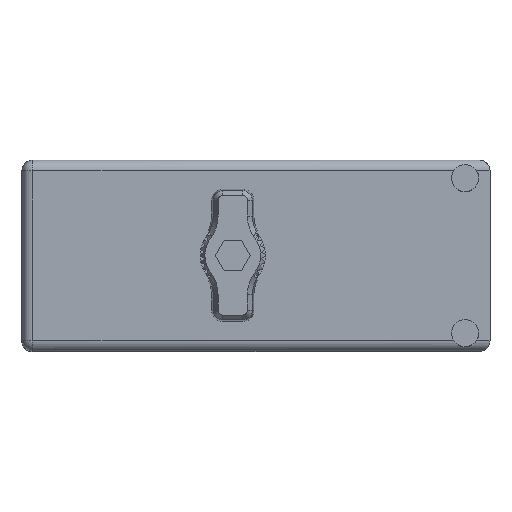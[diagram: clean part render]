
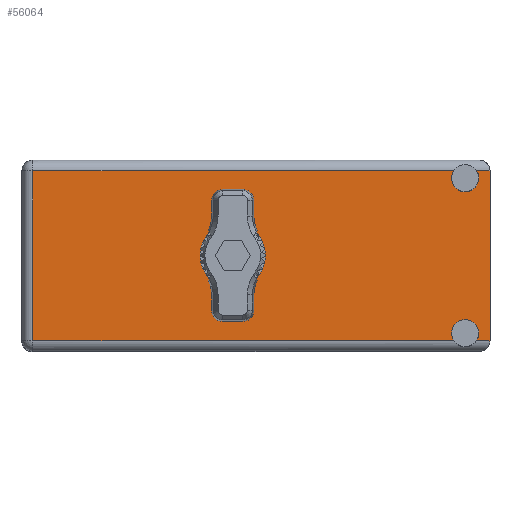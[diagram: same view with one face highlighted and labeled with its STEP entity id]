
A CAD part, top view. The second image highlights one B-rep face of the part: STEP entity #56064.
In plain terms, the highlighted face is planar.
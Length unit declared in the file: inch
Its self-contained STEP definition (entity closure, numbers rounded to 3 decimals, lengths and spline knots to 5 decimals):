
#586 = VERTEX_POINT ( 'NONE', #58513 ) ;
#951 = EDGE_CURVE ( 'NONE', #12493, #53957, #80971, .T. ) ;
#2835 = LINE ( 'NONE', #71277, #18016 ) ;
#3245 = EDGE_LOOP ( 'NONE', ( #45707, #56568 ) ) ;
#3624 = CARTESIAN_POINT ( 'NONE',  ( 1.359, 1.775, -0.617 ) ) ;
#3786 = CARTESIAN_POINT ( 'NONE',  ( 2.858, 1.775, -0.117 ) ) ;
#4358 = ORIENTED_EDGE ( 'NONE', *, *, #37376, .F. ) ;
#4420 = ORIENTED_EDGE ( 'NONE', *, *, #38123, .T. ) ;
#4467 = CARTESIAN_POINT ( 'NONE',  ( 3.018, 1.775, -1.164 ) ) ;
#4535 = AXIS2_PLACEMENT_3D ( 'NONE', #12599, #39442, #58331 ) ;
#4849 = VERTEX_POINT ( 'NONE', #22450 ) ;
#7805 = VERTEX_POINT ( 'NONE', #31236 ) ;
#8407 = FACE_BOUND ( 'NONE', #3245, .T. ) ;
#9459 = FACE_OUTER_BOUND ( 'NONE', #61522, .T. ) ;
#9720 = AXIS2_PLACEMENT_3D ( 'NONE', #33227, #27284, #65940 ) ;
#11119 = ORIENTED_EDGE ( 'NONE', *, *, #83495, .F. ) ;
#11269 = CARTESIAN_POINT ( 'NONE',  ( 0., 1.775, -1.164 ) ) ;
#12410 = VERTEX_POINT ( 'NONE', #28981 ) ;
#12493 = VERTEX_POINT ( 'NONE', #36609 ) ;
#12599 = CARTESIAN_POINT ( 'NONE',  ( 2.858, 1.775, -1.117 ) ) ;
#12953 = AXIS2_PLACEMENT_3D ( 'NONE', #68765, #75852, #49817 ) ;
#15793 = ORIENTED_EDGE ( 'NONE', *, *, #53751, .F. ) ;
#16573 = DIRECTION ( 'NONE',  ( 0., 1., 0. ) ) ;
#17021 = VECTOR ( 'NONE', #83475, 39.37008 ) ;
#18005 = EDGE_CURVE ( 'NONE', #4849, #73442, #66114, .T. ) ;
#18016 = VECTOR ( 'NONE', #71560, 39.37008 ) ;
#18282 = EDGE_CURVE ( 'NONE', #58609, #29265, #35847, .T. ) ;
#19006 = EDGE_CURVE ( 'NONE', #7805, #586, #39732, .T. ) ;
#19243 = AXIS2_PLACEMENT_3D ( 'NONE', #48740, #16573, #22551 ) ;
#21903 = ORIENTED_EDGE ( 'NONE', *, *, #18282, .T. ) ;
#22450 = CARTESIAN_POINT ( 'NONE',  ( 2.93181, 1.775, -0.07 ) ) ;
#22551 = DIRECTION ( 'NONE',  ( 0., 0., 1. ) ) ;
#22700 = CARTESIAN_POINT ( 'NONE',  ( 0.07, 1.775, -1.234 ) ) ;
#22731 = VECTOR ( 'NONE', #82265, 39.37008 ) ;
#23600 = ORIENTED_EDGE ( 'NONE', *, *, #67008, .T. ) ;
#26316 = CARTESIAN_POINT ( 'NONE',  ( 3.018, 1.775, -0.07 ) ) ;
#26629 = AXIS2_PLACEMENT_3D ( 'NONE', #3786, #43003, #63047 ) ;
#27154 = VECTOR ( 'NONE', #36439, 39.37008 ) ;
#27284 = DIRECTION ( 'NONE',  ( 0., 1., 0. ) ) ;
#28261 = CIRCLE ( 'NONE', #26629, 0.0875 ) ;
#28981 = CARTESIAN_POINT ( 'NONE',  ( 2.93181, 1.775, -1.164 ) ) ;
#29265 = VERTEX_POINT ( 'NONE', #49339 ) ;
#31236 = CARTESIAN_POINT ( 'NONE',  ( 1.359, 1.775, -0.492 ) ) ;
#32138 = VERTEX_POINT ( 'NONE', #81550 ) ;
#33227 = CARTESIAN_POINT ( 'NONE',  ( 2.858, 1.775, -1.117 ) ) ;
#33567 = CARTESIAN_POINT ( 'NONE',  ( 3.018, 1.775, -0.07 ) ) ;
#34104 = DIRECTION ( 'NONE',  ( 1., 0., 0. ) ) ;
#34986 = VECTOR ( 'NONE', #34104, 39.37008 ) ;
#35847 = LINE ( 'NONE', #22700, #45924 ) ;
#36439 = DIRECTION ( 'NONE',  ( -1., 0., 0. ) ) ;
#36609 = CARTESIAN_POINT ( 'NONE',  ( 2.78419, 1.775, -1.164 ) ) ;
#37376 = EDGE_CURVE ( 'NONE', #73892, #73442, #2835, .T. ) ;
#38041 = DIRECTION ( 'NONE',  ( 0., 1., 0. ) ) ;
#38123 = EDGE_CURVE ( 'NONE', #29265, #32138, #53093, .T. ) ;
#38181 = CIRCLE ( 'NONE', #12953, 0.0875 ) ;
#39442 = DIRECTION ( 'NONE',  ( 0., 1., 0. ) ) ;
#39732 = CIRCLE ( 'NONE', #71131, 0.125 ) ;
#43003 = DIRECTION ( 'NONE',  ( 0., 1., 0. ) ) ;
#44231 = CARTESIAN_POINT ( 'NONE',  ( 0., 1.775, -1.164 ) ) ;
#45707 = ORIENTED_EDGE ( 'NONE', *, *, #19006, .F. ) ;
#45924 = VECTOR ( 'NONE', #54250, 39.37008 ) ;
#48740 = CARTESIAN_POINT ( 'NONE',  ( 1.359, 1.775, -0.617 ) ) ;
#48954 = CARTESIAN_POINT ( 'NONE',  ( 0.07, 1.775, -1.164 ) ) ;
#49339 = CARTESIAN_POINT ( 'NONE',  ( 0.07, 1.775, -0.07 ) ) ;
#49817 = DIRECTION ( 'NONE',  ( 0., 0., 1. ) ) ;
#51229 = CARTESIAN_POINT ( 'NONE',  ( 2.858, 1.775, -1.0295 ) ) ;
#53093 = LINE ( 'NONE', #33567, #34986 ) ;
#53751 = EDGE_CURVE ( 'NONE', #66866, #32138, #38181, .T. ) ;
#53957 = VERTEX_POINT ( 'NONE', #51229 ) ;
#54250 = DIRECTION ( 'NONE',  ( 0., 0., 1. ) ) ;
#54429 = DIRECTION ( 'NONE',  ( 0., 0., 1. ) ) ;
#55161 = CIRCLE ( 'NONE', #19243, 0.125 ) ;
#55276 = DIRECTION ( 'NONE',  ( 0., 1., 0. ) ) ;
#56064 = ADVANCED_FACE ( 'NONE', ( #8407, #9459 ), #82617, .T. ) ;
#56568 = ORIENTED_EDGE ( 'NONE', *, *, #76093, .F. ) ;
#56916 = CARTESIAN_POINT ( 'NONE',  ( 0., 1.775, -1.234 ) ) ;
#57427 = LINE ( 'NONE', #44231, #17021 ) ;
#58331 = DIRECTION ( 'NONE',  ( 0., 0., 1. ) ) ;
#58513 = CARTESIAN_POINT ( 'NONE',  ( 1.359, 1.775, -0.742 ) ) ;
#58609 = VERTEX_POINT ( 'NONE', #48954 ) ;
#61522 = EDGE_LOOP ( 'NONE', ( #4420, #15793, #11119, #63140, #4358, #23600, #67666, #64775, #74495, #21903 ) ) ;
#63047 = DIRECTION ( 'NONE',  ( 0., 0., 1. ) ) ;
#63140 = ORIENTED_EDGE ( 'NONE', *, *, #18005, .T. ) ;
#63397 = DIRECTION ( 'NONE',  ( 0., 0., 1. ) ) ;
#63596 = CARTESIAN_POINT ( 'NONE',  ( 3.018, 1.775, -0.07 ) ) ;
#64598 = EDGE_CURVE ( 'NONE', #53957, #12410, #69467, .T. ) ;
#64775 = ORIENTED_EDGE ( 'NONE', *, *, #951, .F. ) ;
#65940 = DIRECTION ( 'NONE',  ( 0., 0., 1. ) ) ;
#66114 = LINE ( 'NONE', #63596, #22731 ) ;
#66866 = VERTEX_POINT ( 'NONE', #68050 ) ;
#67008 = EDGE_CURVE ( 'NONE', #73892, #12410, #76664, .T. ) ;
#67666 = ORIENTED_EDGE ( 'NONE', *, *, #64598, .F. ) ;
#68050 = CARTESIAN_POINT ( 'NONE',  ( 2.858, 1.775, -0.2045 ) ) ;
#68765 = CARTESIAN_POINT ( 'NONE',  ( 2.858, 1.775, -0.117 ) ) ;
#69467 = CIRCLE ( 'NONE', #9720, 0.0875 ) ;
#71131 = AXIS2_PLACEMENT_3D ( 'NONE', #3624, #55276, #54429 ) ;
#71277 = CARTESIAN_POINT ( 'NONE',  ( 3.018, 1.775, 0. ) ) ;
#71560 = DIRECTION ( 'NONE',  ( 0., 0., 1. ) ) ;
#73442 = VERTEX_POINT ( 'NONE', #26316 ) ;
#73892 = VERTEX_POINT ( 'NONE', #4467 ) ;
#74052 = EDGE_CURVE ( 'NONE', #12493, #58609, #57427, .T. ) ;
#74495 = ORIENTED_EDGE ( 'NONE', *, *, #74052, .T. ) ;
#75331 = AXIS2_PLACEMENT_3D ( 'NONE', #56916, #38041, #63397 ) ;
#75852 = DIRECTION ( 'NONE',  ( 0., 1., 0. ) ) ;
#76093 = EDGE_CURVE ( 'NONE', #586, #7805, #55161, .T. ) ;
#76664 = LINE ( 'NONE', #11269, #27154 ) ;
#80971 = CIRCLE ( 'NONE', #4535, 0.0875 ) ;
#81550 = CARTESIAN_POINT ( 'NONE',  ( 2.78419, 1.775, -0.07 ) ) ;
#82265 = DIRECTION ( 'NONE',  ( 1., 0., 0. ) ) ;
#82617 = PLANE ( 'NONE',  #75331 ) ;
#83475 = DIRECTION ( 'NONE',  ( -1., 0., 0. ) ) ;
#83495 = EDGE_CURVE ( 'NONE', #4849, #66866, #28261, .T. ) ;
